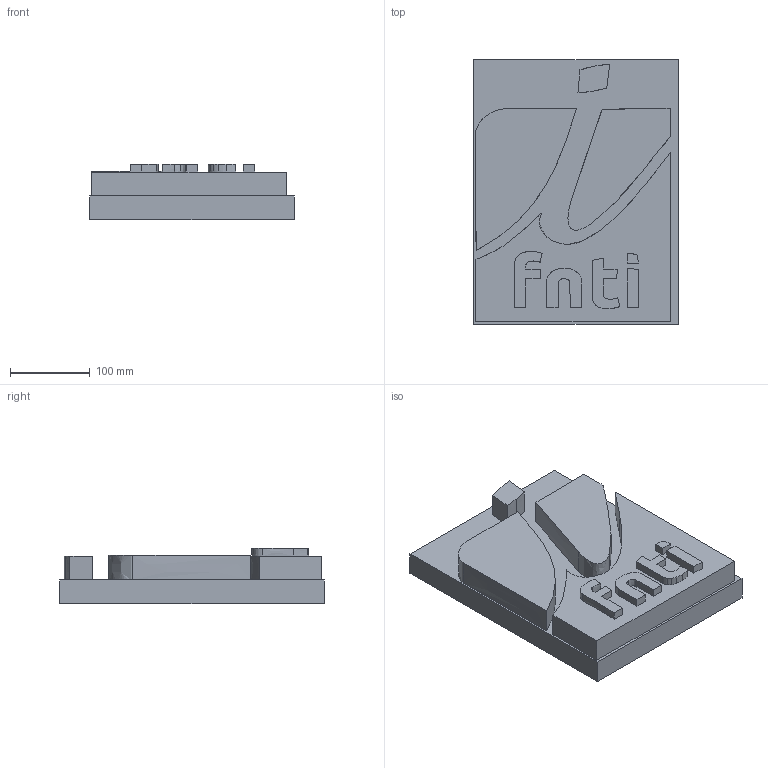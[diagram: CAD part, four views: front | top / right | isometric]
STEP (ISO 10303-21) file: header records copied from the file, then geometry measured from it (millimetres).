
FILE_DESCRIPTION(('FreeCAD Model'),'2;1');
FILE_NAME('Open CASCADE Shape Model','2021-07-26T17:12:47',('Author'),( ''),'Open CASCADE STEP processor 7.3','FreeCAD','Unknown');
FILE_SCHEMA(('AUTOMOTIVE_DESIGN { 1 0 10303 214 1 1 1 1 }'));
Length unit declared in the file: millimetre
Products named in the file (1): Body
Bounding box: 257.13 x 333.03 x 70 mm (x, y, z)
Volume: 4337266.3 mm3; surface area: 275229.6 mm2
Topology: 1 solids, 1 shells, 90 faces, 237 edges, 158 vertices
Faces by surface type: extrusion 75, plane 15
Entity records: 10115 total; most frequent: CARTESIAN_POINT 5947, ORIENTED_EDGE 474, PCURVE 474, DEFINITIONAL_REPRESENTATION 474, DIRECTION 470, VECTOR 438, B_SPLINE_CURVE_WITH_KNOTS 423, LINE 363
